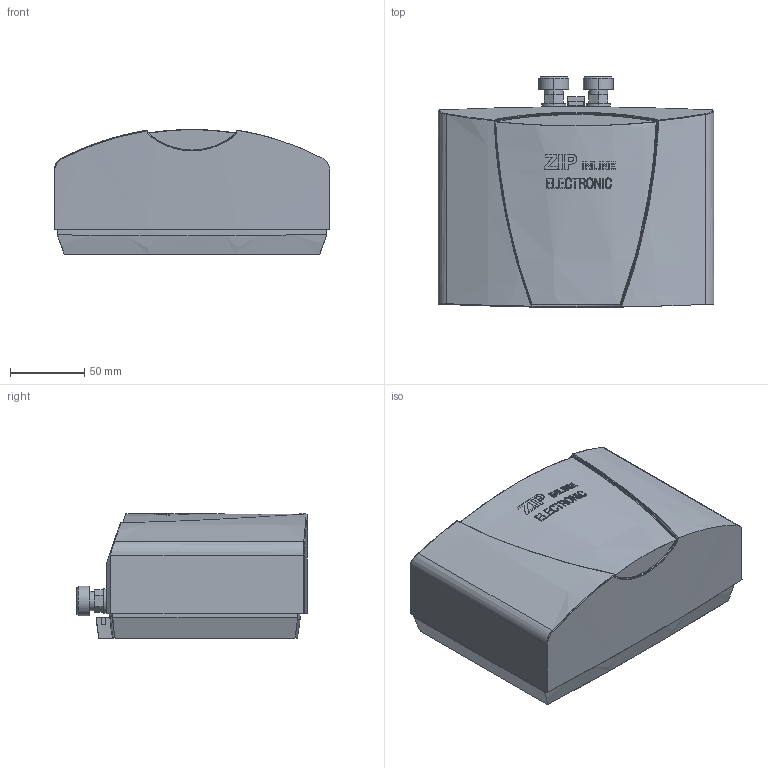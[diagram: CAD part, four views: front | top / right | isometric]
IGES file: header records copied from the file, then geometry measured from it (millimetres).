
Start section: SolidWorks IGES file using analytic representation for surfaces
Global section: file name: ES3_4_6 IGES file.IGS; native system: SolidWorks 2013; preprocessor: SolidWorks 2013; author: Paulg; date: 131031.152502; units: millimetre
Bounding box: 186 x 155.58 x 84.2 mm (x, y, z)
Surface area: 102603.8 mm2 (no closed solid volume)
Topology: 0 solids, 0 shells, 476 faces, 5118 edges, 5113 vertices
Faces by surface type: bspline 365, revolution 111
